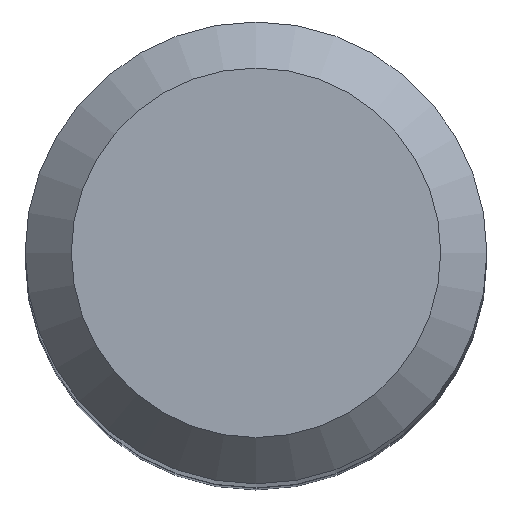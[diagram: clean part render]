
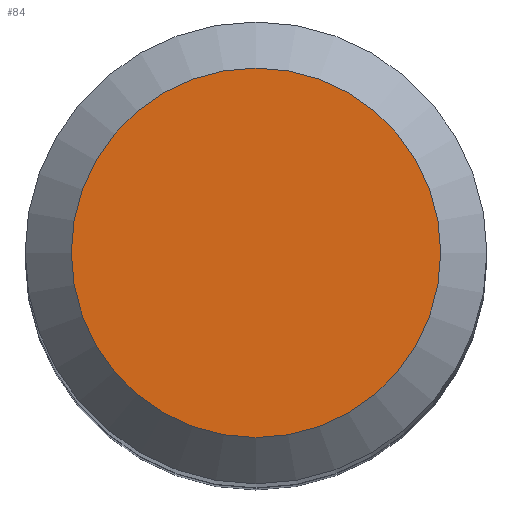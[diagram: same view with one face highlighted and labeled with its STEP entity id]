
A CAD part, top view. The second image highlights one B-rep face of the part: STEP entity #84.
In plain terms, the highlighted planar face has unit normal (0, 0, 1).
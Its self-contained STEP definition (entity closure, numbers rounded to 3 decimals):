
#11 = EDGE_LOOP ( 'NONE', ( #78 ) ) ;
#45 = VERTEX_POINT ( 'NONE', #82 ) ;
#78 = ORIENTED_EDGE ( 'NONE', *, *, #107, .F. ) ;
#80 = DIRECTION ( 'NONE',  ( 0., 0., -1. ) ) ;
#82 = CARTESIAN_POINT ( 'NONE',  ( 0., 3.2, 63. ) ) ;
#84 = ADVANCED_FACE ( 'NONE', ( #142 ), #232, .F. ) ;
#98 = CIRCLE ( 'NONE', #246, 3.2 ) ;
#107 = EDGE_CURVE ( 'NONE', #45, #45, #98, .T. ) ;
#142 = FACE_OUTER_BOUND ( 'NONE', #11, .T. ) ;
#144 = DIRECTION ( 'NONE',  ( 0., 0., -1. ) ) ;
#182 = CARTESIAN_POINT ( 'NONE',  ( 0., 0., 63. ) ) ;
#187 = DIRECTION ( 'NONE',  ( 0., 1., 0. ) ) ;
#192 = AXIS2_PLACEMENT_3D ( 'NONE', #182, #80, #187 ) ;
#194 = CARTESIAN_POINT ( 'NONE',  ( 0., 0., 63. ) ) ;
#213 = DIRECTION ( 'NONE',  ( 0., 1., 0. ) ) ;
#232 = PLANE ( 'NONE',  #192 ) ;
#246 = AXIS2_PLACEMENT_3D ( 'NONE', #194, #144, #213 ) ;
